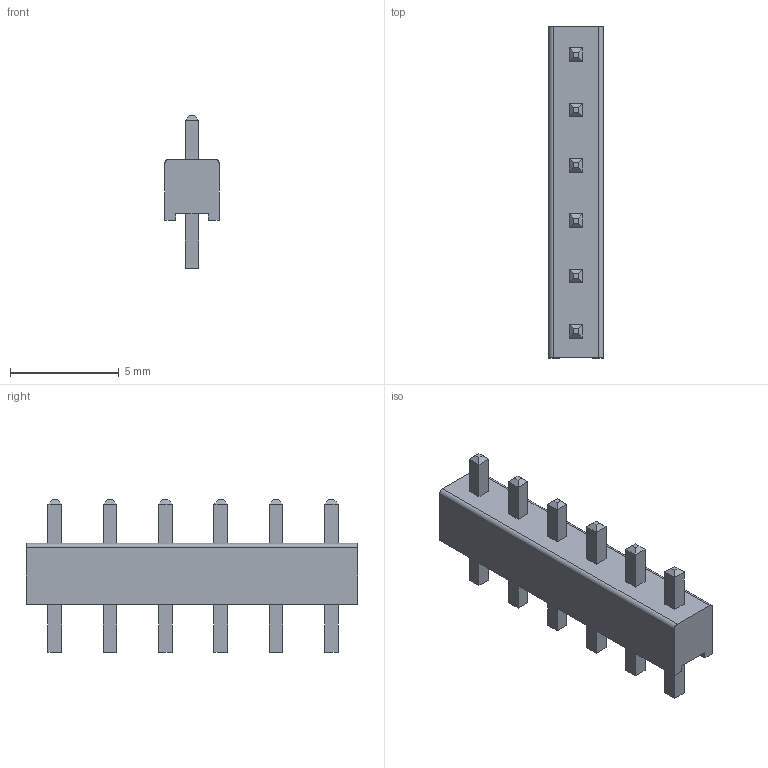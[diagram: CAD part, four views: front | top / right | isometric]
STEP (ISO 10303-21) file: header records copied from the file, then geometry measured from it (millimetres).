
FILE_DESCRIPTION( ( '' ), ' ' );
FILE_NAME( '5b5875c964a92e0fb4011d12.step', '2018-07-25T13:06:18', ( '' ), ( '' ), ' ', ' ', ' ' );
FILE_SCHEMA( ( 'AUTOMOTIVE_DESIGN { 1 0 10303 214 1 1 1 1 }' ) );
Length unit declared in the file: metre
Products named in the file (7): SOLID_1
Bounding box: 2.5 x 15.24 x 7 mm (x, y, z)
Volume: 110 mm3; surface area: 251.8 mm2
Topology: 7 solids, 7 shells, 102 faces, 222 edges, 140 vertices
Faces by surface type: plane 100, cylinder 2
Entity records: 3590 total; most frequent: CARTESIAN_POINT 471, DIRECTION 444, ORIENTED_EDGE 444, EDGE_CURVE 222, LINE 218, VECTOR 218, VERTEX_POINT 140, AXIS2_PLACEMENT_3D 113
